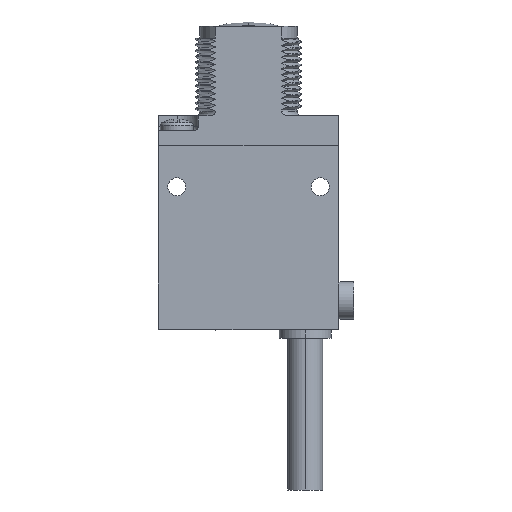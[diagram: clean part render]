
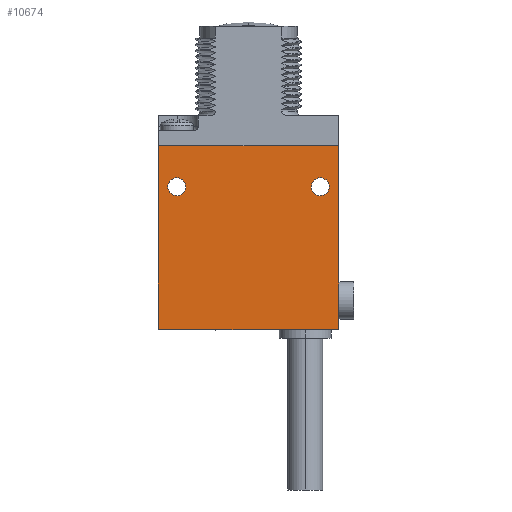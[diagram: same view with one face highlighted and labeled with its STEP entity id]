
A CAD part, left-side view. The second image highlights one B-rep face of the part: STEP entity #10674.
In plain terms, the highlighted planar face has unit normal (-1, 0, 0).
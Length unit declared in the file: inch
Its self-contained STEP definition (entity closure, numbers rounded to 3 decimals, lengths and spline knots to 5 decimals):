
#333=DIRECTION('',(0.,-1.,0.));
#334=VECTOR('',#333,0.00301);
#335=CARTESIAN_POINT('',(-0.236,0.00301,0.));
#336=LINE('',#335,#334);
#337=DIRECTION('',(0.,0.,-1.));
#338=VECTOR('',#337,1.16);
#339=CARTESIAN_POINT('',(-0.236,0.,0.));
#340=LINE('',#339,#338);
#341=DIRECTION('',(0.,1.,0.));
#342=VECTOR('',#341,0.005);
#343=CARTESIAN_POINT('',(-0.236,0.,-1.16));
#344=LINE('',#343,#342);
#345=DIRECTION('',(0.,0.,-1.));
#346=VECTOR('',#345,0.07);
#347=CARTESIAN_POINT('',(-0.236,0.005,-1.16));
#348=LINE('',#347,#346);
#349=DIRECTION('',(0.,1.,0.));
#350=VECTOR('',#349,0.005);
#351=CARTESIAN_POINT('',(-0.236,1.205,-1.16));
#352=LINE('',#351,#350);
#353=DIRECTION('',(0.,0.,1.));
#354=VECTOR('',#353,1.16);
#355=CARTESIAN_POINT('',(-0.236,1.21,-1.16));
#356=LINE('',#355,#354);
#357=DIRECTION('',(0.,-1.,0.));
#358=VECTOR('',#357,0.00299);
#359=CARTESIAN_POINT('',(-0.236,1.21,0.));
#360=LINE('',#359,#358);
#361=DIRECTION('',(0.,1.,0.));
#362=VECTOR('',#361,1.204);
#363=CARTESIAN_POINT('',(-0.236,0.00301,0.));
#364=LINE('',#363,#362);
#365=CARTESIAN_POINT('',(-0.236,1.085,-0.275));
#366=DIRECTION('',(1.,0.,0.));
#367=DIRECTION('',(0.,0.,-1.));
#368=AXIS2_PLACEMENT_3D('',#365,#366,#367);
#370=CARTESIAN_POINT('',(-0.236,1.085,-0.275));
#371=DIRECTION('',(1.,0.,0.));
#372=DIRECTION('',(0.,0.,1.));
#373=AXIS2_PLACEMENT_3D('',#370,#371,#372);
#375=CARTESIAN_POINT('',(-0.236,0.125,-0.275));
#376=DIRECTION('',(1.,0.,0.));
#377=DIRECTION('',(0.,0.,-1.));
#378=AXIS2_PLACEMENT_3D('',#375,#376,#377);
#380=CARTESIAN_POINT('',(-0.236,0.125,-0.275));
#381=DIRECTION('',(1.,0.,0.));
#382=DIRECTION('',(0.,0.,1.));
#383=AXIS2_PLACEMENT_3D('',#380,#381,#382);
#2927=DIRECTION('',(0.,0.,-1.));
#2928=VECTOR('',#2927,0.07);
#2929=CARTESIAN_POINT('',(-0.236,1.205,-1.16));
#2930=LINE('',#2929,#2928);
#2943=DIRECTION('',(0.,1.,0.));
#2944=VECTOR('',#2943,1.2);
#2945=CARTESIAN_POINT('',(-0.236,0.005,-1.23));
#2946=LINE('',#2945,#2944);
#8708=CARTESIAN_POINT('',(-0.236,0.,0.));
#8709=CARTESIAN_POINT('',(-0.236,0.,-1.16));
#8710=VERTEX_POINT('',#8708);
#8711=VERTEX_POINT('',#8709);
#8712=CARTESIAN_POINT('',(-0.236,1.21,-1.16));
#8713=CARTESIAN_POINT('',(-0.236,1.21,0.));
#8714=VERTEX_POINT('',#8712);
#8715=VERTEX_POINT('',#8713);
#8732=CARTESIAN_POINT('',(-0.236,1.085,-0.335));
#8733=CARTESIAN_POINT('',(-0.236,1.085,-0.215));
#8734=VERTEX_POINT('',#8732);
#8735=VERTEX_POINT('',#8733);
#8736=CARTESIAN_POINT('',(-0.236,0.125,-0.335));
#8737=CARTESIAN_POINT('',(-0.236,0.125,-0.215));
#8738=VERTEX_POINT('',#8736);
#8739=VERTEX_POINT('',#8737);
#8963=CARTESIAN_POINT('',(-0.236,0.005,-1.23));
#8965=VERTEX_POINT('',#8963);
#8966=CARTESIAN_POINT('',(-0.236,1.205,-1.23));
#8967=VERTEX_POINT('',#8966);
#9324=CARTESIAN_POINT('',(-0.236,0.005,-1.16));
#9326=VERTEX_POINT('',#9324);
#9328=CARTESIAN_POINT('',(-0.236,1.205,-1.16));
#9330=VERTEX_POINT('',#9328);
#9970=CARTESIAN_POINT('',(-0.236,0.00301,0.));
#9971=CARTESIAN_POINT('',(-0.236,1.20701,0.));
#9972=VERTEX_POINT('',#9970);
#9973=VERTEX_POINT('',#9971);
#10636=CARTESIAN_POINT('',(-0.236,0.,0.));
#10637=DIRECTION('',(1.,0.,0.));
#10638=DIRECTION('',(0.,0.,-1.));
#10639=AXIS2_PLACEMENT_3D('',#10636,#10637,#10638);
#10640=PLANE('',#10639);
#10642=ORIENTED_EDGE('',*,*,#10641,.T.);
#10644=ORIENTED_EDGE('',*,*,#10643,.T.);
#10646=ORIENTED_EDGE('',*,*,#10645,.T.);
#10648=ORIENTED_EDGE('',*,*,#10647,.T.);
#10650=ORIENTED_EDGE('',*,*,#10649,.T.);
#10652=ORIENTED_EDGE('',*,*,#10651,.F.);
#10654=ORIENTED_EDGE('',*,*,#10653,.T.);
#10656=ORIENTED_EDGE('',*,*,#10655,.T.);
#10657=ORIENTED_EDGE('',*,*,#10627,.T.);
#10659=ORIENTED_EDGE('',*,*,#10658,.F.);
#10660=EDGE_LOOP('',(#10642,#10644,#10646,#10648,#10650,#10652,#10654,#10656,
#10657,#10659));
#10661=FACE_OUTER_BOUND('',#10660,.F.);
#10663=ORIENTED_EDGE('',*,*,#10662,.F.);
#10665=ORIENTED_EDGE('',*,*,#10664,.F.);
#10666=EDGE_LOOP('',(#10663,#10665));
#10667=FACE_BOUND('',#10666,.F.);
#10669=ORIENTED_EDGE('',*,*,#10668,.F.);
#10671=ORIENTED_EDGE('',*,*,#10670,.F.);
#10672=EDGE_LOOP('',(#10669,#10671));
#10673=FACE_BOUND('',#10672,.F.);
#10674=ADVANCED_FACE('',(#10661,#10667,#10673),#10640,.F.);
#369=CIRCLE('',#368,0.06);
#374=CIRCLE('',#373,0.06);
#379=CIRCLE('',#378,0.06);
#384=CIRCLE('',#383,0.06);
#10627=EDGE_CURVE('',#8715,#9973,#360,.T.);
#10641=EDGE_CURVE('',#9972,#8710,#336,.T.);
#10643=EDGE_CURVE('',#8710,#8711,#340,.T.);
#10645=EDGE_CURVE('',#8711,#9326,#344,.T.);
#10647=EDGE_CURVE('',#9326,#8965,#348,.T.);
#10649=EDGE_CURVE('',#8965,#8967,#2946,.T.);
#10651=EDGE_CURVE('',#9330,#8967,#2930,.T.);
#10653=EDGE_CURVE('',#9330,#8714,#352,.T.);
#10655=EDGE_CURVE('',#8714,#8715,#356,.T.);
#10658=EDGE_CURVE('',#9972,#9973,#364,.T.);
#10662=EDGE_CURVE('',#8734,#8735,#369,.T.);
#10664=EDGE_CURVE('',#8735,#8734,#374,.T.);
#10668=EDGE_CURVE('',#8738,#8739,#379,.T.);
#10670=EDGE_CURVE('',#8739,#8738,#384,.T.);
